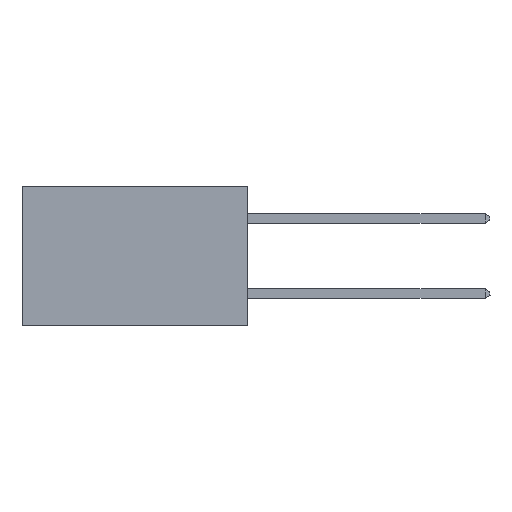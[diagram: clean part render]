
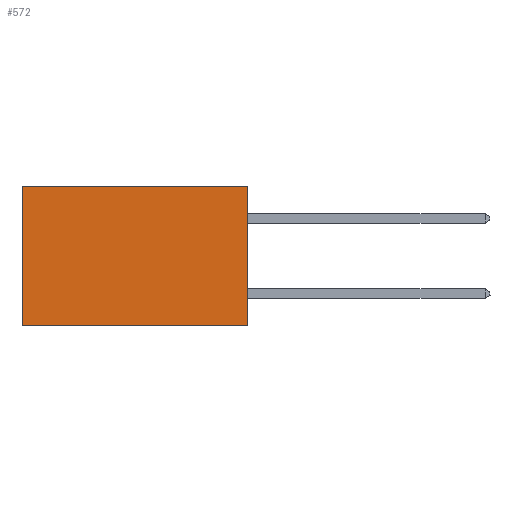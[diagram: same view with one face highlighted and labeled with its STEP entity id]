
A CAD part, left-side view. The second image highlights one B-rep face of the part: STEP entity #572.
In plain terms, the highlighted planar face has unit normal (-1, 0, 0).
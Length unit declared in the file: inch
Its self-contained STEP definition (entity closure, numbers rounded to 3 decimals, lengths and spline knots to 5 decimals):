
#289 = CARTESIAN_POINT ( 'NONE',  ( 0.298, 0., 0. ) ) ;
#572 = ADVANCED_FACE ( 'NONE', ( #8252 ), #10936, .F. ) ;
#991 = VERTEX_POINT ( 'NONE', #6058 ) ;
#1418 = LINE ( 'NONE', #10513, #13320 ) ;
#1444 = EDGE_CURVE ( 'NONE', #3025, #991, #5512, .T. ) ;
#1871 = EDGE_LOOP ( 'NONE', ( #5264, #11947, #4990, #8373 ) ) ;
#2025 = VERTEX_POINT ( 'NONE', #2047 ) ;
#2047 = CARTESIAN_POINT ( 'NONE',  ( 0.298, 0.6, -0.37 ) ) ;
#2185 = DIRECTION ( 'NONE',  ( 0., 1., 0. ) ) ;
#2980 = CARTESIAN_POINT ( 'NONE',  ( 0.298, 0., 0. ) ) ;
#2987 = DIRECTION ( 'NONE',  ( 1., 0., 0. ) ) ;
#3025 = VERTEX_POINT ( 'NONE', #2980 ) ;
#3034 = CARTESIAN_POINT ( 'NONE',  ( 0.298, 0., 0. ) ) ;
#3564 = CARTESIAN_POINT ( 'NONE',  ( 0.298, 0., 0. ) ) ;
#4417 = VECTOR ( 'NONE', #4590, 39.37008 ) ;
#4590 = DIRECTION ( 'NONE',  ( 0., 0., -1. ) ) ;
#4990 = ORIENTED_EDGE ( 'NONE', *, *, #6434, .F. ) ;
#5234 = EDGE_CURVE ( 'NONE', #991, #2025, #1418, .T. ) ;
#5264 = ORIENTED_EDGE ( 'NONE', *, *, #5234, .T. ) ;
#5512 = LINE ( 'NONE', #289, #7139 ) ;
#6058 = CARTESIAN_POINT ( 'NONE',  ( 0.298, 0.6, 0. ) ) ;
#6434 = EDGE_CURVE ( 'NONE', #3025, #9628, #7115, .T. ) ;
#7115 = LINE ( 'NONE', #3564, #4417 ) ;
#7139 = VECTOR ( 'NONE', #9410, 39.37008 ) ;
#7395 = EDGE_CURVE ( 'NONE', #9628, #2025, #10339, .T. ) ;
#7442 = AXIS2_PLACEMENT_3D ( 'NONE', #3034, #2987, #13307 ) ;
#8252 = FACE_OUTER_BOUND ( 'NONE', #1871, .T. ) ;
#8373 = ORIENTED_EDGE ( 'NONE', *, *, #1444, .T. ) ;
#8714 = VECTOR ( 'NONE', #2185, 39.37008 ) ;
#9410 = DIRECTION ( 'NONE',  ( 0., 1., 0. ) ) ;
#9628 = VERTEX_POINT ( 'NONE', #14318 ) ;
#10339 = LINE ( 'NONE', #12374, #8714 ) ;
#10513 = CARTESIAN_POINT ( 'NONE',  ( 0.298, 0.6, 0. ) ) ;
#10936 = PLANE ( 'NONE',  #7442 ) ;
#11947 = ORIENTED_EDGE ( 'NONE', *, *, #7395, .F. ) ;
#12374 = CARTESIAN_POINT ( 'NONE',  ( 0.298, 0., -0.37 ) ) ;
#12690 = DIRECTION ( 'NONE',  ( 0., 0., -1. ) ) ;
#13307 = DIRECTION ( 'NONE',  ( 0., 0., -1. ) ) ;
#13320 = VECTOR ( 'NONE', #12690, 39.37008 ) ;
#14318 = CARTESIAN_POINT ( 'NONE',  ( 0.298, 0., -0.37 ) ) ;
